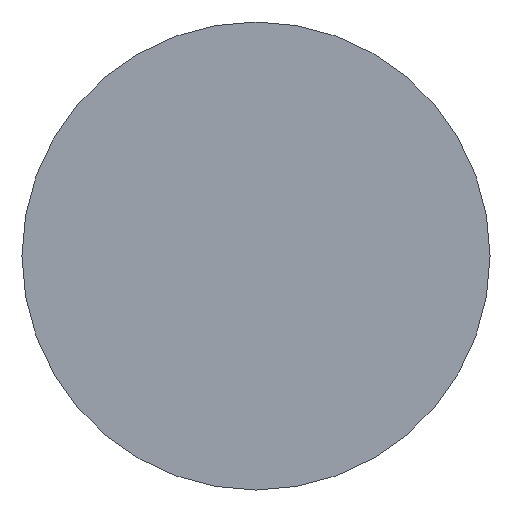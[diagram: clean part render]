
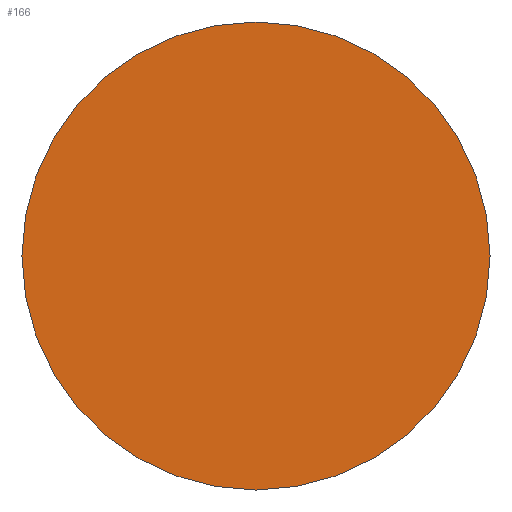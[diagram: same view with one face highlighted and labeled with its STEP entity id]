
A CAD part, front view. The second image highlights one B-rep face of the part: STEP entity #166.
In plain terms, the highlighted planar face has unit normal (0, -1, 0).
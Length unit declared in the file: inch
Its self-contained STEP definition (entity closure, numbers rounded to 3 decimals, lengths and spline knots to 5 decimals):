
#17 = EDGE_LOOP ( 'NONE', ( #266, #99 ) ) ;
#36 = CIRCLE ( 'NONE', #241, 0.5 ) ;
#42 = CIRCLE ( 'NONE', #114, 0.5 ) ;
#46 = EDGE_CURVE ( 'NONE', #230, #88, #42, .T. ) ;
#81 = FACE_OUTER_BOUND ( 'NONE', #17, .T. ) ;
#88 = VERTEX_POINT ( 'NONE', #197 ) ;
#99 = ORIENTED_EDGE ( 'NONE', *, *, #284, .T. ) ;
#114 = AXIS2_PLACEMENT_3D ( 'NONE', #227, #253, #150 ) ;
#143 = AXIS2_PLACEMENT_3D ( 'NONE', #172, #280, #205 ) ;
#147 = DIRECTION ( 'NONE',  ( 0., -1., 0. ) ) ;
#150 = DIRECTION ( 'NONE',  ( 0., 0., -1. ) ) ;
#155 = CARTESIAN_POINT ( 'NONE',  ( 0., 0., -0.5 ) ) ;
#161 = PLANE ( 'NONE',  #143 ) ;
#166 = ADVANCED_FACE ( 'NONE', ( #81 ), #161, .T. ) ;
#172 = CARTESIAN_POINT ( 'NONE',  ( 0., 0., 0. ) ) ;
#197 = CARTESIAN_POINT ( 'NONE',  ( 0., 0., 0.5 ) ) ;
#205 = DIRECTION ( 'NONE',  ( 0., 0., -1. ) ) ;
#223 = CARTESIAN_POINT ( 'NONE',  ( 0., 0., 0. ) ) ;
#227 = CARTESIAN_POINT ( 'NONE',  ( 0., 0., 0. ) ) ;
#230 = VERTEX_POINT ( 'NONE', #155 ) ;
#241 = AXIS2_PLACEMENT_3D ( 'NONE', #223, #147, #267 ) ;
#253 = DIRECTION ( 'NONE',  ( 0., -1., 0. ) ) ;
#266 = ORIENTED_EDGE ( 'NONE', *, *, #46, .T. ) ;
#267 = DIRECTION ( 'NONE',  ( 0., 0., -1. ) ) ;
#280 = DIRECTION ( 'NONE',  ( 0., -1., 0. ) ) ;
#284 = EDGE_CURVE ( 'NONE', #88, #230, #36, .T. ) ;
